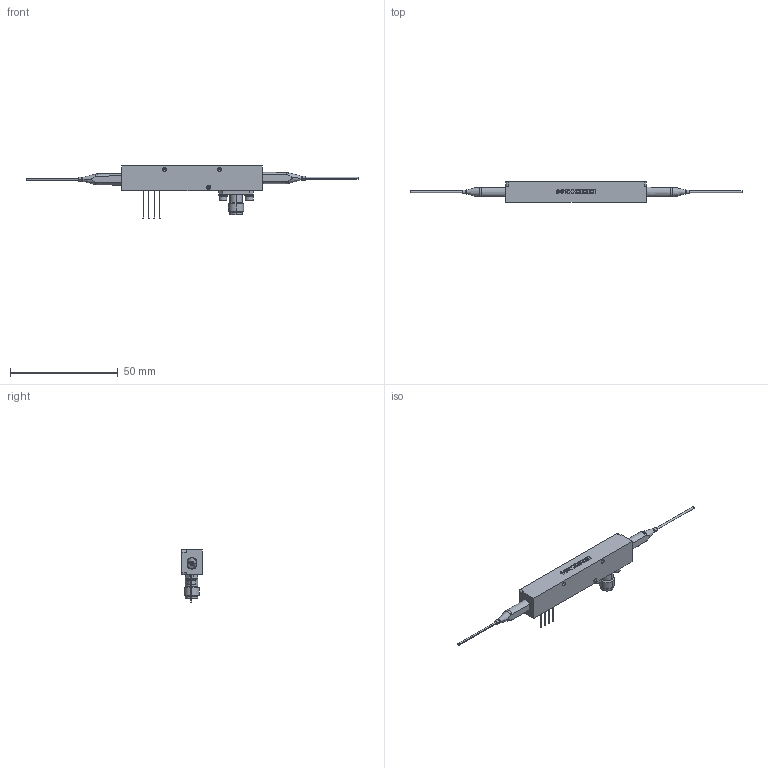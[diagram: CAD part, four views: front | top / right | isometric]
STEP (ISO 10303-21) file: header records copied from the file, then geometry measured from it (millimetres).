
FILE_DESCRIPTION (( 'STEP AP203' ), '1' );
FILE_NAME ('QTN045767-E0W.STEP', '2022-07-21T21:06:57', ( '' ), ( '' ), 'SwSTEP 2.0', 'SolidWorks 2018', '' );
FILE_SCHEMA (( 'CONFIG_CONTROL_DESIGN' ));
Length unit declared in the file: millimetre
Products named in the file (1): QTN045767-E0W
Bounding box: 153.79 x 9.62 x 24.1 mm (x, y, z)
Surface area: 4711.5 mm2 (no closed solid volume)
Topology: 0 solids, 54 shells, 426 faces, 2189 edges, 1790 vertices
Faces by surface type: plane 253, bspline 79, cylinder 45, cone 33, torus 16
Entity records: 31329 total; most frequent: CARTESIAN_POINT 15853, ORIENTED_EDGE 2942, DIRECTION 2441, EDGE_CURVE 2189, VERTEX_POINT 1790, LINE 1289, VECTOR 1289, B_SPLINE_CURVE_WITH_KNOTS 666
